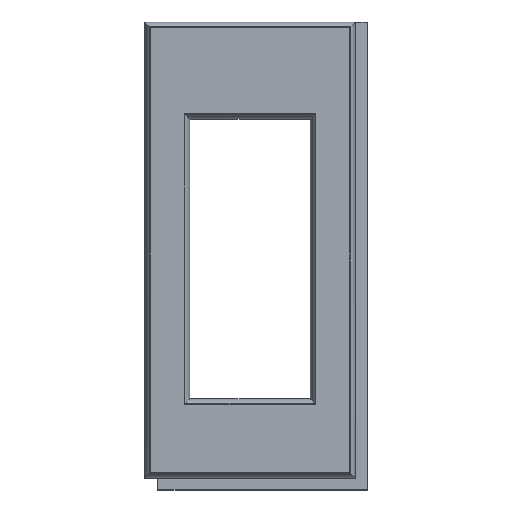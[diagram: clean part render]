
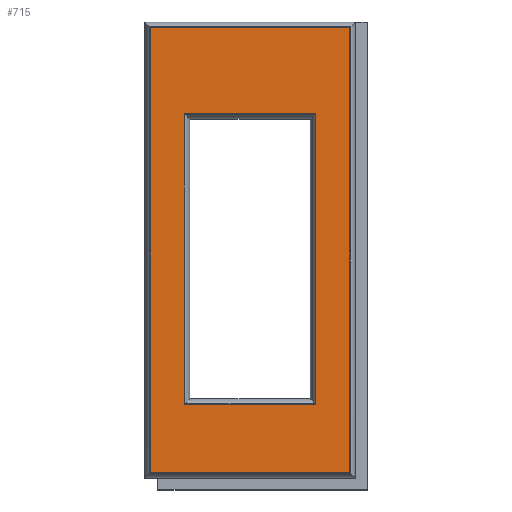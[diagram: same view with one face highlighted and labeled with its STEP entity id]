
A CAD part, top view. The second image highlights one B-rep face of the part: STEP entity #715.
In plain terms, the highlighted planar face has unit normal (0, 0, 1).
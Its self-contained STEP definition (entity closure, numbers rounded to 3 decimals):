
#23=FACE_BOUND('',#118,.T.);
#35=PLANE('',#780);
#76=FACE_OUTER_BOUND('',#117,.T.);
#117=EDGE_LOOP('',(#565,#566,#567,#568));
#118=EDGE_LOOP('',(#569,#570,#571,#572));
#159=LINE('',#1035,#250);
#162=LINE('',#1040,#253);
#177=LINE('',#1079,#268);
#180=LINE('',#1084,#271);
#189=LINE('',#1102,#280);
#190=LINE('',#1104,#281);
#191=LINE('',#1107,#282);
#192=LINE('',#1108,#283);
#250=VECTOR('',#838,10.);
#253=VECTOR('',#843,10.);
#268=VECTOR('',#880,10.);
#271=VECTOR('',#885,10.);
#280=VECTOR('',#900,10.);
#281=VECTOR('',#903,10.);
#282=VECTOR('',#906,10.);
#283=VECTOR('',#907,10.);
#340=VERTEX_POINT('',#1032);
#341=VERTEX_POINT('',#1034);
#342=VERTEX_POINT('',#1038);
#354=VERTEX_POINT('',#1076);
#355=VERTEX_POINT('',#1078);
#356=VERTEX_POINT('',#1082);
#362=VERTEX_POINT('',#1100);
#363=VERTEX_POINT('',#1106);
#405=EDGE_CURVE('',#340,#341,#159,.T.);
#408=EDGE_CURVE('',#342,#340,#162,.T.);
#427=EDGE_CURVE('',#354,#355,#177,.T.);
#430=EDGE_CURVE('',#356,#354,#180,.T.);
#439=EDGE_CURVE('',#362,#356,#189,.T.);
#440=EDGE_CURVE('',#355,#362,#190,.T.);
#441=EDGE_CURVE('',#341,#363,#191,.T.);
#442=EDGE_CURVE('',#363,#342,#192,.T.);
#565=ORIENTED_EDGE('',*,*,#430,.F.);
#566=ORIENTED_EDGE('',*,*,#439,.F.);
#567=ORIENTED_EDGE('',*,*,#440,.F.);
#568=ORIENTED_EDGE('',*,*,#427,.F.);
#569=ORIENTED_EDGE('',*,*,#441,.F.);
#570=ORIENTED_EDGE('',*,*,#405,.F.);
#571=ORIENTED_EDGE('',*,*,#408,.F.);
#572=ORIENTED_EDGE('',*,*,#442,.F.);
#715=ADVANCED_FACE('',(#76,#23),#35,.T.);
#780=AXIS2_PLACEMENT_3D('',#1105,#904,#905);
#838=DIRECTION('',(-1.,0.,0.));
#843=DIRECTION('',(0.,1.,0.));
#880=DIRECTION('',(1.,0.,0.));
#885=DIRECTION('',(0.,1.,0.));
#900=DIRECTION('',(-1.,0.,0.));
#903=DIRECTION('',(0.,-1.,0.));
#904=DIRECTION('center_axis',(0.,0.,1.));
#905=DIRECTION('ref_axis',(1.,0.,0.));
#906=DIRECTION('',(0.,-1.,0.));
#907=DIRECTION('',(1.,0.,0.));
#1032=CARTESIAN_POINT('',(55.677,21.228,8.4));
#1034=CARTESIAN_POINT('',(43.803,21.228,8.4));
#1035=CARTESIAN_POINT('',(52.458,21.228,8.4));
#1038=CARTESIAN_POINT('',(55.677,-4.956,8.4));
#1040=CARTESIAN_POINT('',(55.677,2.252,8.4));
#1076=CARTESIAN_POINT('',(40.74,29.01,8.4));
#1078=CARTESIAN_POINT('',(58.74,29.01,8.4));
#1079=CARTESIAN_POINT('',(53.89,29.01,8.4));
#1082=CARTESIAN_POINT('',(40.74,-11.09,8.4));
#1084=CARTESIAN_POINT('',(40.74,-1.315,8.4));
#1100=CARTESIAN_POINT('',(58.74,-11.09,8.4));
#1102=CARTESIAN_POINT('',(54.49,-11.09,8.4));
#1104=CARTESIAN_POINT('',(58.74,19.235,8.4));
#1105=CARTESIAN_POINT('Origin',(49.74,8.96,8.4));
#1106=CARTESIAN_POINT('',(43.803,-4.956,8.4));
#1107=CARTESIAN_POINT('',(43.803,14.844,8.4));
#1108=CARTESIAN_POINT('',(47.022,-4.956,8.4));
